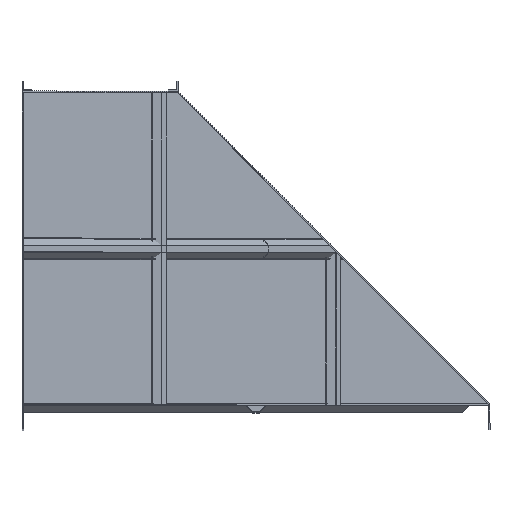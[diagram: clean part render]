
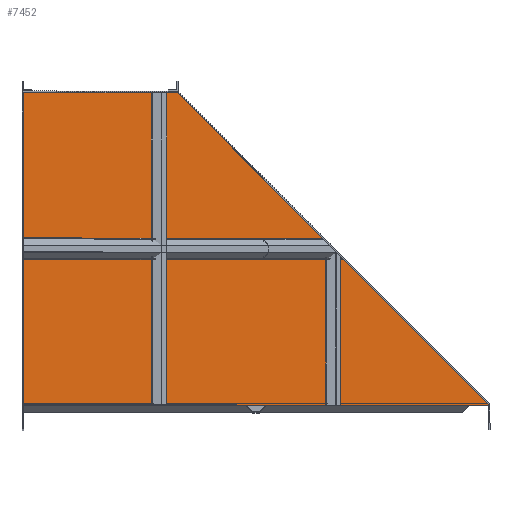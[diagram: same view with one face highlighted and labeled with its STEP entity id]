
A CAD part, top view. The second image highlights one B-rep face of the part: STEP entity #7452.
In plain terms, the highlighted planar face has unit normal (0.707, 0, 0.707).
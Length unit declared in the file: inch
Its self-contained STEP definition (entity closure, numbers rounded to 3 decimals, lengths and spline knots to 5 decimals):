
#315 = CARTESIAN_POINT ( 'NONE',  ( 0.25, -0.25, 76.90355 ) ) ;
#390 = LINE ( 'NONE', #7190, #1739 ) ;
#632 = CARTESIAN_POINT ( 'NONE',  ( 71.75, -0.10355, 5.40355 ) ) ;
#798 = CARTESIAN_POINT ( 'NONE',  ( 38.57678, 47.75, 38.57678 ) ) ;
#878 = DIRECTION ( 'NONE',  ( 0.707, 0., 0.707 ) ) ;
#922 = DIRECTION ( 'NONE',  ( 0.707, 0., -0.707 ) ) ;
#937 = VERTEX_POINT ( 'NONE', #8090 ) ;
#959 = DIRECTION ( 'NONE',  ( 0., 1., 0. ) ) ;
#1040 = DIRECTION ( 'NONE',  ( 0., -1., 0. ) ) ;
#1245 = CARTESIAN_POINT ( 'NONE',  ( 0.25, 47.75, 76.90355 ) ) ;
#1321 = LINE ( 'NONE', #7027, #4069 ) ;
#1648 = EDGE_CURVE ( 'NONE', #937, #3000, #1321, .T. ) ;
#1662 = VECTOR ( 'NONE', #6640, 39.37008 ) ;
#1739 = VECTOR ( 'NONE', #959, 39.37008 ) ;
#1753 = CARTESIAN_POINT ( 'NONE',  ( 71.75, -0.25, 5.40355 ) ) ;
#1837 = EDGE_CURVE ( 'NONE', #7639, #6936, #2899, .T. ) ;
#1872 = DIRECTION ( 'NONE',  ( 0.577, -0.577, -0.577 ) ) ;
#2741 = VERTEX_POINT ( 'NONE', #1245 ) ;
#2899 = LINE ( 'NONE', #3054, #1662 ) ;
#3000 = VERTEX_POINT ( 'NONE', #632 ) ;
#3054 = CARTESIAN_POINT ( 'NONE',  ( 38.57678, -0.25, 38.57678 ) ) ;
#3170 = EDGE_CURVE ( 'NONE', #2741, #6936, #4700, .T. ) ;
#3625 = EDGE_LOOP ( 'NONE', ( #7342, #7808, #7486, #4799, #6431 ) ) ;
#3942 = CARTESIAN_POINT ( 'NONE',  ( 72.17678, 48., 4.97678 ) ) ;
#4067 = DIRECTION ( 'NONE',  ( -0.707, 0., 0.707 ) ) ;
#4069 = VECTOR ( 'NONE', #1872, 39.37008 ) ;
#4700 = LINE ( 'NONE', #4817, #7150 ) ;
#4799 = ORIENTED_EDGE ( 'NONE', *, *, #7469, .T. ) ;
#4817 = CARTESIAN_POINT ( 'NONE',  ( 0.25, 48., 76.90355 ) ) ;
#5105 = VECTOR ( 'NONE', #4067, 39.37008 ) ;
#5897 = LINE ( 'NONE', #798, #5105 ) ;
#6028 = AXIS2_PLACEMENT_3D ( 'NONE', #3942, #878, #922 ) ;
#6431 = ORIENTED_EDGE ( 'NONE', *, *, #3170, .T. ) ;
#6630 = EDGE_CURVE ( 'NONE', #7639, #3000, #390, .T. ) ;
#6640 = DIRECTION ( 'NONE',  ( -0.707, 0., 0.707 ) ) ;
#6936 = VERTEX_POINT ( 'NONE', #315 ) ;
#6938 = FACE_OUTER_BOUND ( 'NONE', #3625, .T. ) ;
#7027 = CARTESIAN_POINT ( 'NONE',  ( 56., 15.64645, 21.15355 ) ) ;
#7150 = VECTOR ( 'NONE', #1040, 39.37008 ) ;
#7190 = CARTESIAN_POINT ( 'NONE',  ( 71.75, 48., 5.40355 ) ) ;
#7342 = ORIENTED_EDGE ( 'NONE', *, *, #1837, .F. ) ;
#7452 = ADVANCED_FACE ( 'NONE', ( #6938 ), #7698, .T. ) ;
#7469 = EDGE_CURVE ( 'NONE', #937, #2741, #5897, .T. ) ;
#7486 = ORIENTED_EDGE ( 'NONE', *, *, #1648, .F. ) ;
#7639 = VERTEX_POINT ( 'NONE', #1753 ) ;
#7698 = PLANE ( 'NONE',  #6028 ) ;
#7808 = ORIENTED_EDGE ( 'NONE', *, *, #6630, .T. ) ;
#8090 = CARTESIAN_POINT ( 'NONE',  ( 23.89645, 47.75, 53.25711 ) ) ;
